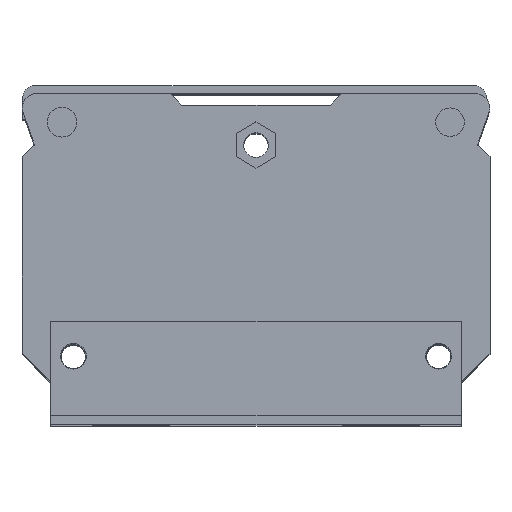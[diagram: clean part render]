
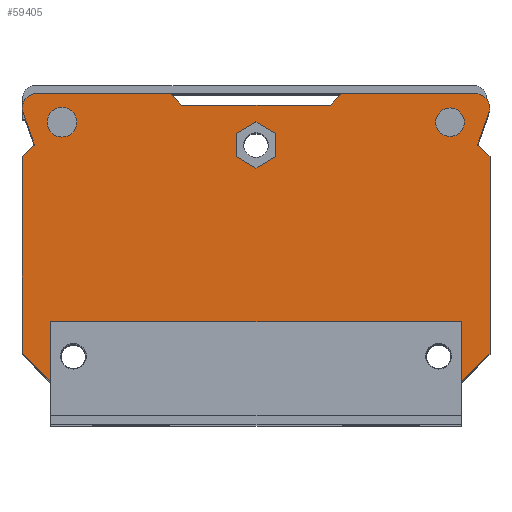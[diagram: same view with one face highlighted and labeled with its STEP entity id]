
A CAD part, top view. The second image highlights one B-rep face of the part: STEP entity #59405.
In plain terms, the highlighted planar face has unit normal (0, 0, 1).
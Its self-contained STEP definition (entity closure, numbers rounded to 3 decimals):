
#47968=DIRECTION('',(-0.866,-0.5,0.));
#47969=VECTOR('',#47968,4.041);
#47970=CARTESIAN_POINT('',(41.,53.041,106.5));
#47971=LINE('',#47970,#47969);
#47972=DIRECTION('',(0.866,-0.5,0.));
#47973=VECTOR('',#47972,4.041);
#47974=CARTESIAN_POINT('',(37.5,46.979,106.5));
#47975=LINE('',#47974,#47973);
#47976=DIRECTION('',(0.866,0.5,0.));
#47977=VECTOR('',#47976,4.041);
#47978=CARTESIAN_POINT('',(41.,44.959,106.5));
#47979=LINE('',#47978,#47977);
#47980=DIRECTION('',(-0.866,0.5,0.));
#47981=VECTOR('',#47980,4.041);
#47982=CARTESIAN_POINT('',(44.5,51.021,106.5));
#47983=LINE('',#47982,#47981);
#47984=CARTESIAN_POINT('',(75.,53.,106.5));
#47985=DIRECTION('',(0.,0.,1.));
#47986=DIRECTION('',(1.,0.,0.));
#47987=AXIS2_PLACEMENT_3D('',#47984,#47985,#47986);
#47989=CARTESIAN_POINT('',(75.,53.,106.5));
#47990=DIRECTION('',(0.,0.,1.));
#47991=DIRECTION('',(-1.,0.,0.));
#47992=AXIS2_PLACEMENT_3D('',#47989,#47990,#47991);
#47994=CARTESIAN_POINT('',(7.,53.,106.5));
#47995=DIRECTION('',(0.,0.,1.));
#47996=DIRECTION('',(1.,0.,0.));
#47997=AXIS2_PLACEMENT_3D('',#47994,#47995,#47996);
#47999=CARTESIAN_POINT('',(7.,53.,106.5));
#48000=DIRECTION('',(0.,0.,1.));
#48001=DIRECTION('',(-1.,0.,0.));
#48002=AXIS2_PLACEMENT_3D('',#47999,#48000,#48001);
#48004=DIRECTION('',(0.,1.,0.));
#48005=VECTOR('',#48004,10.5);
#48006=CARTESIAN_POINT('',(77.,7.5,106.5));
#48007=LINE('',#48006,#48005);
#48008=DIRECTION('',(-1.,0.,0.));
#48009=VECTOR('',#48008,72.);
#48010=CARTESIAN_POINT('',(77.,18.,106.5));
#48011=LINE('',#48010,#48009);
#48012=DIRECTION('',(0.,1.,0.));
#48013=VECTOR('',#48012,10.5);
#48014=CARTESIAN_POINT('',(5.,7.5,106.5));
#48015=LINE('',#48014,#48013);
#48016=DIRECTION('',(-0.707,0.707,0.));
#48017=VECTOR('',#48016,7.071);
#48018=CARTESIAN_POINT('',(5.,7.5,106.5));
#48019=LINE('',#48018,#48017);
#48020=DIRECTION('',(0.74,0.673,0.));
#48021=VECTOR('',#48020,2.973);
#48022=CARTESIAN_POINT('',(0.,47.,106.5));
#48023=LINE('',#48022,#48021);
#48024=DIRECTION('',(-0.334,0.943,0.));
#48025=VECTOR('',#48024,6.01);
#48026=CARTESIAN_POINT('',(2.2,49.,106.5));
#48027=LINE('',#48026,#48025);
#48028=CARTESIAN_POINT('',(2.55,55.5,106.5));
#48029=DIRECTION('',(0.,0.,-1.));
#48030=DIRECTION('',(-0.943,-0.334,0.));
#48031=AXIS2_PLACEMENT_3D('',#48028,#48029,#48030);
#48033=CARTESIAN_POINT('',(2.55,55.5,106.5));
#48034=DIRECTION('',(0.,0.,-1.));
#48035=DIRECTION('',(-1.,0.,0.));
#48036=AXIS2_PLACEMENT_3D('',#48033,#48034,#48035);
#48038=DIRECTION('',(1.,0.,0.));
#48039=VECTOR('',#48038,23.45);
#48040=CARTESIAN_POINT('',(2.55,58.,106.5));
#48041=LINE('',#48040,#48039);
#48042=DIRECTION('',(0.707,-0.707,0.));
#48043=VECTOR('',#48042,2.828);
#48044=CARTESIAN_POINT('',(26.,58.,106.5));
#48045=LINE('',#48044,#48043);
#48046=DIRECTION('',(0.707,0.707,0.));
#48047=VECTOR('',#48046,2.828);
#48048=CARTESIAN_POINT('',(54.,56.,106.5));
#48049=LINE('',#48048,#48047);
#48050=DIRECTION('',(1.,0.,0.));
#48051=VECTOR('',#48050,23.45);
#48052=CARTESIAN_POINT('',(56.,58.,106.5));
#48053=LINE('',#48052,#48051);
#48054=CARTESIAN_POINT('',(79.45,55.5,106.5));
#48055=DIRECTION('',(0.,0.,-1.));
#48056=DIRECTION('',(0.,1.,0.));
#48057=AXIS2_PLACEMENT_3D('',#48054,#48055,#48056);
#48059=CARTESIAN_POINT('',(79.45,55.5,106.5));
#48060=DIRECTION('',(0.,0.,-1.));
#48061=DIRECTION('',(1.,0.,0.));
#48062=AXIS2_PLACEMENT_3D('',#48059,#48060,#48061);
#48064=DIRECTION('',(-0.334,-0.943,0.));
#48065=VECTOR('',#48064,6.01);
#48066=CARTESIAN_POINT('',(81.807,54.665,106.5));
#48067=LINE('',#48066,#48065);
#48068=DIRECTION('',(0.74,-0.673,0.));
#48069=VECTOR('',#48068,2.973);
#48070=CARTESIAN_POINT('',(79.8,49.,106.5));
#48071=LINE('',#48070,#48069);
#48072=DIRECTION('',(-0.707,-0.707,0.));
#48073=VECTOR('',#48072,7.071);
#48074=CARTESIAN_POINT('',(82.,12.5,106.5));
#48075=LINE('',#48074,#48073);
#48080=DIRECTION('',(0.,-1.,0.));
#48081=VECTOR('',#48080,4.041);
#48082=CARTESIAN_POINT('',(44.5,51.021,106.5));
#48083=LINE('',#48082,#48081);
#48096=DIRECTION('',(0.,1.,0.));
#48097=VECTOR('',#48096,4.041);
#48098=CARTESIAN_POINT('',(37.5,46.979,106.5));
#48099=LINE('',#48098,#48097);
#48728=DIRECTION('',(0.,1.,0.));
#48729=VECTOR('',#48728,34.5);
#48730=CARTESIAN_POINT('',(82.,12.5,106.5));
#48731=LINE('',#48730,#48729);
#49018=DIRECTION('',(0.,-1.,0.));
#49019=VECTOR('',#49018,34.5);
#49020=CARTESIAN_POINT('',(0.,47.,106.5));
#49021=LINE('',#49020,#49019);
#49714=DIRECTION('',(-1.,0.,0.));
#49715=VECTOR('',#49714,26.);
#49716=CARTESIAN_POINT('',(54.,56.,106.5));
#49717=LINE('',#49716,#49715);
#55526=CARTESIAN_POINT('',(0.,12.5,106.5));
#55528=VERTEX_POINT('',#55526);
#55692=CARTESIAN_POINT('',(82.,12.5,106.5));
#55693=VERTEX_POINT('',#55692);
#55726=CARTESIAN_POINT('',(54.,56.,106.5));
#55727=CARTESIAN_POINT('',(56.,58.,106.5));
#55728=VERTEX_POINT('',#55726);
#55729=VERTEX_POINT('',#55727);
#55730=CARTESIAN_POINT('',(79.45,58.,106.5));
#55731=VERTEX_POINT('',#55730);
#55732=CARTESIAN_POINT('',(81.95,55.5,106.5));
#55733=VERTEX_POINT('',#55732);
#55734=CARTESIAN_POINT('',(81.807,54.665,106.5));
#55735=VERTEX_POINT('',#55734);
#55736=CARTESIAN_POINT('',(79.8,49.,106.5));
#55737=VERTEX_POINT('',#55736);
#55738=CARTESIAN_POINT('',(82.,47.,106.5));
#55739=VERTEX_POINT('',#55738);
#55740=CARTESIAN_POINT('',(0.,47.,106.5));
#55741=VERTEX_POINT('',#55740);
#55742=CARTESIAN_POINT('',(2.2,49.,106.5));
#55743=VERTEX_POINT('',#55742);
#55744=CARTESIAN_POINT('',(0.193,54.665,106.5));
#55745=VERTEX_POINT('',#55744);
#55746=CARTESIAN_POINT('',(0.05,55.5,106.5));
#55747=VERTEX_POINT('',#55746);
#55748=CARTESIAN_POINT('',(2.55,58.,106.5));
#55749=VERTEX_POINT('',#55748);
#55750=CARTESIAN_POINT('',(26.,58.,106.5));
#55751=VERTEX_POINT('',#55750);
#55752=CARTESIAN_POINT('',(28.,56.,106.5));
#55753=VERTEX_POINT('',#55752);
#55754=CARTESIAN_POINT('',(41.,53.041,106.5));
#55755=CARTESIAN_POINT('',(37.5,51.021,106.5));
#55756=VERTEX_POINT('',#55754);
#55757=VERTEX_POINT('',#55755);
#55758=CARTESIAN_POINT('',(37.5,46.979,106.5));
#55759=VERTEX_POINT('',#55758);
#55760=CARTESIAN_POINT('',(41.,44.959,106.5));
#55761=VERTEX_POINT('',#55760);
#55762=CARTESIAN_POINT('',(44.5,46.979,106.5));
#55763=VERTEX_POINT('',#55762);
#55764=CARTESIAN_POINT('',(44.5,51.021,106.5));
#55765=VERTEX_POINT('',#55764);
#55766=CARTESIAN_POINT('',(77.5,53.,106.5));
#55767=CARTESIAN_POINT('',(72.5,53.,106.5));
#55768=VERTEX_POINT('',#55766);
#55769=VERTEX_POINT('',#55767);
#55770=CARTESIAN_POINT('',(9.6,53.,106.5));
#55771=CARTESIAN_POINT('',(4.4,53.,106.5));
#55772=VERTEX_POINT('',#55770);
#55773=VERTEX_POINT('',#55771);
#56588=CARTESIAN_POINT('',(5.,7.5,106.5));
#56590=VERTEX_POINT('',#56588);
#56592=CARTESIAN_POINT('',(77.,7.5,106.5));
#56594=VERTEX_POINT('',#56592);
#56635=CARTESIAN_POINT('',(77.,18.,106.5));
#56636=VERTEX_POINT('',#56635);
#56637=CARTESIAN_POINT('',(5.,18.,106.5));
#56638=VERTEX_POINT('',#56637);
#59334=CARTESIAN_POINT('',(41.,29.,106.5));
#59335=DIRECTION('',(0.,0.,1.));
#59336=DIRECTION('',(-1.,0.,0.));
#59337=AXIS2_PLACEMENT_3D('',#59334,#59335,#59336);
#59338=PLANE('',#59337);
#59339=ORIENTED_EDGE('',*,*,#59319,.T.);
#59341=ORIENTED_EDGE('',*,*,#59340,.T.);
#59343=ORIENTED_EDGE('',*,*,#59342,.F.);
#59344=ORIENTED_EDGE('',*,*,#59128,.T.);
#59346=ORIENTED_EDGE('',*,*,#59345,.F.);
#59348=ORIENTED_EDGE('',*,*,#59347,.T.);
#59350=ORIENTED_EDGE('',*,*,#59349,.T.);
#59352=ORIENTED_EDGE('',*,*,#59351,.T.);
#59354=ORIENTED_EDGE('',*,*,#59353,.T.);
#59356=ORIENTED_EDGE('',*,*,#59355,.T.);
#59358=ORIENTED_EDGE('',*,*,#59357,.T.);
#59360=ORIENTED_EDGE('',*,*,#59359,.F.);
#59362=ORIENTED_EDGE('',*,*,#59361,.T.);
#59364=ORIENTED_EDGE('',*,*,#59363,.T.);
#59366=ORIENTED_EDGE('',*,*,#59365,.T.);
#59368=ORIENTED_EDGE('',*,*,#59367,.T.);
#59370=ORIENTED_EDGE('',*,*,#59369,.T.);
#59372=ORIENTED_EDGE('',*,*,#59371,.T.);
#59374=ORIENTED_EDGE('',*,*,#59373,.F.);
#59376=ORIENTED_EDGE('',*,*,#59375,.T.);
#59377=EDGE_LOOP('',(#59339,#59341,#59343,#59344,#59346,#59348,#59350,#59352,
#59354,#59356,#59358,#59360,#59362,#59364,#59366,#59368,#59370,#59372,#59374,
#59376));
#59378=FACE_OUTER_BOUND('',#59377,.F.);
#59380=ORIENTED_EDGE('',*,*,#59379,.T.);
#59382=ORIENTED_EDGE('',*,*,#59381,.T.);
#59383=EDGE_LOOP('',(#59380,#59382));
#59384=FACE_BOUND('',#59383,.F.);
#59386=ORIENTED_EDGE('',*,*,#59385,.T.);
#59388=ORIENTED_EDGE('',*,*,#59387,.T.);
#59389=EDGE_LOOP('',(#59386,#59388));
#59390=FACE_BOUND('',#59389,.F.);
#59392=ORIENTED_EDGE('',*,*,#59391,.T.);
#59394=ORIENTED_EDGE('',*,*,#59393,.F.);
#59396=ORIENTED_EDGE('',*,*,#59395,.T.);
#59398=ORIENTED_EDGE('',*,*,#59397,.T.);
#59400=ORIENTED_EDGE('',*,*,#59399,.F.);
#59402=ORIENTED_EDGE('',*,*,#59401,.T.);
#59403=EDGE_LOOP('',(#59392,#59394,#59396,#59398,#59400,#59402));
#59404=FACE_BOUND('',#59403,.F.);
#47988=CIRCLE('',#47987,2.5);
#47993=CIRCLE('',#47992,2.5);
#47998=CIRCLE('',#47997,2.6);
#48003=CIRCLE('',#48002,2.6);
#48032=CIRCLE('',#48031,2.5);
#48037=CIRCLE('',#48036,2.5);
#48058=CIRCLE('',#48057,2.5);
#48063=CIRCLE('',#48062,2.5);
#59128=EDGE_CURVE('',#56590,#55528,#48019,.T.);
#59319=EDGE_CURVE('',#56594,#56636,#48007,.T.);
#59340=EDGE_CURVE('',#56636,#56638,#48011,.T.);
#59342=EDGE_CURVE('',#56590,#56638,#48015,.T.);
#59345=EDGE_CURVE('',#55741,#55528,#49021,.T.);
#59347=EDGE_CURVE('',#55741,#55743,#48023,.T.);
#59349=EDGE_CURVE('',#55743,#55745,#48027,.T.);
#59351=EDGE_CURVE('',#55745,#55747,#48032,.T.);
#59353=EDGE_CURVE('',#55747,#55749,#48037,.T.);
#59355=EDGE_CURVE('',#55749,#55751,#48041,.T.);
#59357=EDGE_CURVE('',#55751,#55753,#48045,.T.);
#59359=EDGE_CURVE('',#55728,#55753,#49717,.T.);
#59361=EDGE_CURVE('',#55728,#55729,#48049,.T.);
#59363=EDGE_CURVE('',#55729,#55731,#48053,.T.);
#59365=EDGE_CURVE('',#55731,#55733,#48058,.T.);
#59367=EDGE_CURVE('',#55733,#55735,#48063,.T.);
#59369=EDGE_CURVE('',#55735,#55737,#48067,.T.);
#59371=EDGE_CURVE('',#55737,#55739,#48071,.T.);
#59373=EDGE_CURVE('',#55693,#55739,#48731,.T.);
#59375=EDGE_CURVE('',#55693,#56594,#48075,.T.);
#59379=EDGE_CURVE('',#55768,#55769,#47988,.T.);
#59381=EDGE_CURVE('',#55769,#55768,#47993,.T.);
#59385=EDGE_CURVE('',#55772,#55773,#47998,.T.);
#59387=EDGE_CURVE('',#55773,#55772,#48003,.T.);
#59391=EDGE_CURVE('',#55756,#55757,#47971,.T.);
#59393=EDGE_CURVE('',#55759,#55757,#48099,.T.);
#59395=EDGE_CURVE('',#55759,#55761,#47975,.T.);
#59397=EDGE_CURVE('',#55761,#55763,#47979,.T.);
#59399=EDGE_CURVE('',#55765,#55763,#48083,.T.);
#59401=EDGE_CURVE('',#55765,#55756,#47983,.T.);
#59405=ADVANCED_FACE('',(#59378,#59384,#59390,#59404),#59338,.T.);
